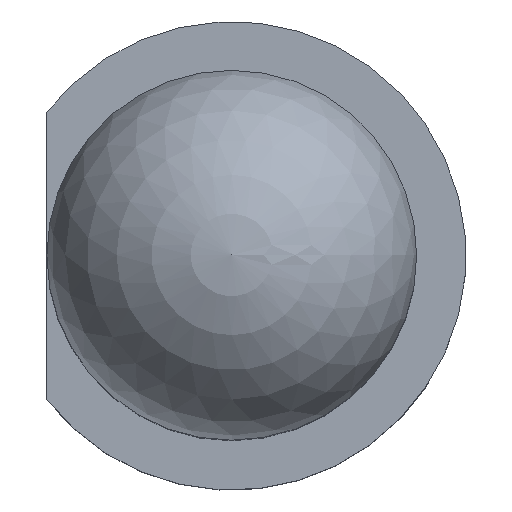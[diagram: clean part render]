
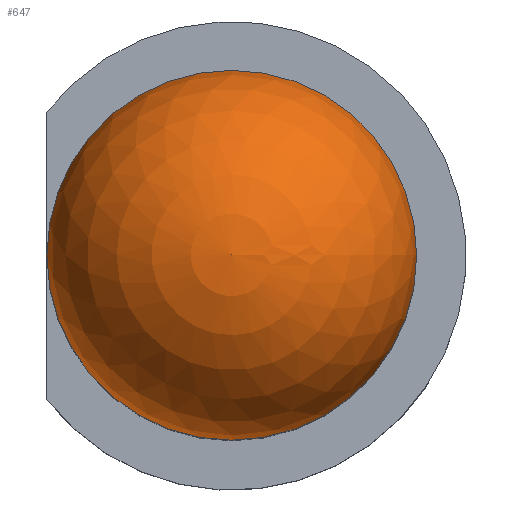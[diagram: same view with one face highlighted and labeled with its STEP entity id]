
A CAD part, top view. The second image highlights one B-rep face of the part: STEP entity #647.
In plain terms, the highlighted spherical face has radius 1.5 mm.
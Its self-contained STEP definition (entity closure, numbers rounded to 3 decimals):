
#613 = VERTEX_POINT('',#614);
#614 = CARTESIAN_POINT('',(2.77,0.,13.));
#620 = EDGE_CURVE('',#613,#613,#621,.T.);
#621 = CIRCLE('',#622,1.5);
#622 = AXIS2_PLACEMENT_3D('',#623,#624,#625);
#623 = CARTESIAN_POINT('',(1.27,0.,13.));
#624 = DIRECTION('',(0.,0.,-1.));
#625 = DIRECTION('',(1.,0.,0.));
#647 = ADVANCED_FACE('',(#648),#661,.T.);
#648 = FACE_BOUND('',#649,.T.);
#649 = EDGE_LOOP('',(#650,#659,#660));
#650 = ORIENTED_EDGE('',*,*,#651,.T.);
#651 = EDGE_CURVE('',#613,#652,#654,.T.);
#652 = VERTEX_POINT('',#653);
#653 = CARTESIAN_POINT('',(1.27,0.,14.5));
#654 = CIRCLE('',#655,1.5);
#655 = AXIS2_PLACEMENT_3D('',#656,#657,#658);
#656 = CARTESIAN_POINT('',(1.27,0.,13.));
#657 = DIRECTION('',(0.,-1.,0.));
#658 = DIRECTION('',(1.,0.,0.));
#659 = ORIENTED_EDGE('',*,*,#651,.F.);
#660 = ORIENTED_EDGE('',*,*,#620,.F.);
#661 = SPHERICAL_SURFACE('',#662,1.5);
#662 = AXIS2_PLACEMENT_3D('',#663,#664,#665);
#663 = CARTESIAN_POINT('',(1.27,0.,13.));
#664 = DIRECTION('',(0.,0.,1.));
#665 = DIRECTION('',(1.,0.,0.));
